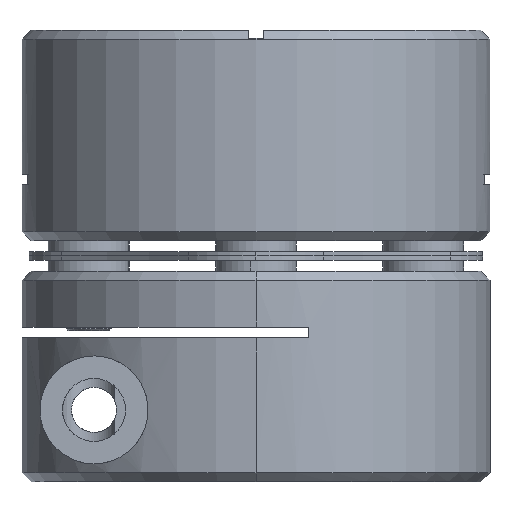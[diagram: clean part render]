
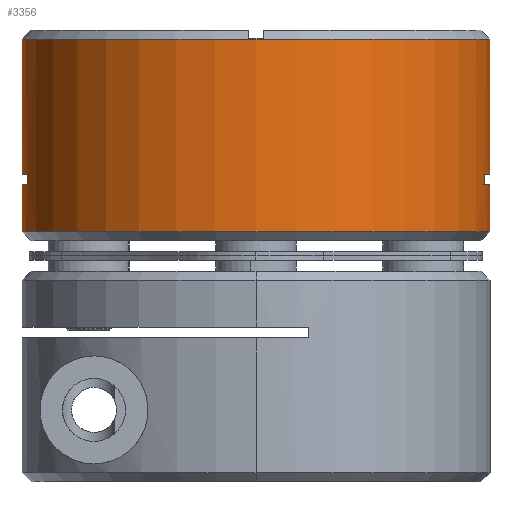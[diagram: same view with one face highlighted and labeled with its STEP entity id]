
A CAD part, front view. The second image highlights one B-rep face of the part: STEP entity #3356.
In plain terms, the highlighted cylindrical face has radius 13 mm (diameter 26 mm), a partial arc.
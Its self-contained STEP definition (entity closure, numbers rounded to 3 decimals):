
#80 = EDGE_CURVE ( 'NONE', #5698, #4698, #2926, .T. ) ;
#226 = ORIENTED_EDGE ( 'NONE', *, *, #8152, .T. ) ;
#559 = CARTESIAN_POINT ( 'NONE',  ( 0., 0., 11.7 ) ) ;
#833 = AXIS2_PLACEMENT_3D ( 'NONE', #4526, #6475, #7106 ) ;
#974 = CIRCLE ( 'NONE', #833, 13. ) ;
#1154 = CARTESIAN_POINT ( 'NONE',  ( 13., 0., 0.5 ) ) ;
#1303 = CARTESIAN_POINT ( 'NONE',  ( -13., 0., 11.2 ) ) ;
#1493 = VERTEX_POINT ( 'NONE', #5922 ) ;
#1657 = VERTEX_POINT ( 'NONE', #1702 ) ;
#1679 = CARTESIAN_POINT ( 'NONE',  ( 12.674, -2.891, 3.1 ) ) ;
#1702 = CARTESIAN_POINT ( 'NONE',  ( 13., 0., 3.7 ) ) ;
#1859 = AXIS2_PLACEMENT_3D ( 'NONE', #6808, #2328, #3686 ) ;
#1921 = AXIS2_PLACEMENT_3D ( 'NONE', #2220, #6020, #2875 ) ;
#1926 = ORIENTED_EDGE ( 'NONE', *, *, #4359, .F. ) ;
#1971 = DIRECTION ( 'NONE',  ( 0., 0., -1. ) ) ;
#2136 = CIRCLE ( 'NONE', #1921, 13. ) ;
#2177 = VERTEX_POINT ( 'NONE', #4122 ) ;
#2220 = CARTESIAN_POINT ( 'NONE',  ( 0., 0., 3.7 ) ) ;
#2328 = DIRECTION ( 'NONE',  ( 0., 0., 1. ) ) ;
#2340 = LINE ( 'NONE', #6575, #4137 ) ;
#2395 = VERTEX_POINT ( 'NONE', #5165 ) ;
#2477 = DIRECTION ( 'NONE',  ( 0., 0., -1. ) ) ;
#2652 = VERTEX_POINT ( 'NONE', #1679 ) ;
#2766 = AXIS2_PLACEMENT_3D ( 'NONE', #3280, #7714, #5207 ) ;
#2809 = CARTESIAN_POINT ( 'NONE',  ( -12.674, -2.891, 3.7 ) ) ;
#2828 = VECTOR ( 'NONE', #5816, 1000. ) ;
#2875 = DIRECTION ( 'NONE',  ( 1., 0., 0. ) ) ;
#2887 = EDGE_LOOP ( 'NONE', ( #3744, #4668, #226, #5725, #4483, #7415, #7418, #4289, #1926, #6878, #4447, #8195 ) ) ;
#2926 = CIRCLE ( 'NONE', #1859, 13. ) ;
#2960 = AXIS2_PLACEMENT_3D ( 'NONE', #5209, #1971, #5889 ) ;
#3021 = DIRECTION ( 'NONE',  ( 0., 0., 1. ) ) ;
#3048 = CYLINDRICAL_SURFACE ( 'NONE', #7461, 13. ) ;
#3178 = DIRECTION ( 'NONE',  ( 1., 0., 0. ) ) ;
#3280 = CARTESIAN_POINT ( 'NONE',  ( 0., 0., 3.7 ) ) ;
#3286 = DIRECTION ( 'NONE',  ( 0., 0., -1. ) ) ;
#3356 = ADVANCED_FACE ( 'NONE', ( #6043 ), #3048, .T. ) ;
#3465 = CARTESIAN_POINT ( 'NONE',  ( -12.674, -2.891, 3.1 ) ) ;
#3468 = CIRCLE ( 'NONE', #6484, 13. ) ;
#3499 = VERTEX_POINT ( 'NONE', #1303 ) ;
#3570 = DIRECTION ( 'NONE',  ( 0., 0., -1. ) ) ;
#3686 = DIRECTION ( 'NONE',  ( 1., 0., 0. ) ) ;
#3744 = ORIENTED_EDGE ( 'NONE', *, *, #5848, .F. ) ;
#3793 = EDGE_CURVE ( 'NONE', #2395, #3499, #5431, .T. ) ;
#3886 = VERTEX_POINT ( 'NONE', #7150 ) ;
#3907 = CARTESIAN_POINT ( 'NONE',  ( 0., 0., 3.1 ) ) ;
#3958 = VECTOR ( 'NONE', #3286, 1000. ) ;
#3981 = VECTOR ( 'NONE', #2477, 1000. ) ;
#3994 = EDGE_CURVE ( 'NONE', #2177, #1657, #2136, .T. ) ;
#4043 = EDGE_CURVE ( 'NONE', #5698, #1493, #2340, .T. ) ;
#4122 = CARTESIAN_POINT ( 'NONE',  ( 12.674, -2.891, 3.7 ) ) ;
#4137 = VECTOR ( 'NONE', #4771, 1000. ) ;
#4289 = ORIENTED_EDGE ( 'NONE', *, *, #5543, .T. ) ;
#4359 = EDGE_CURVE ( 'NONE', #6097, #6294, #5114, .T. ) ;
#4447 = ORIENTED_EDGE ( 'NONE', *, *, #7585, .T. ) ;
#4483 = ORIENTED_EDGE ( 'NONE', *, *, #6490, .T. ) ;
#4526 = CARTESIAN_POINT ( 'NONE',  ( 0., 0., 0.5 ) ) ;
#4668 = ORIENTED_EDGE ( 'NONE', *, *, #3793, .T. ) ;
#4698 = VERTEX_POINT ( 'NONE', #3465 ) ;
#4771 = DIRECTION ( 'NONE',  ( 0., 0., -1. ) ) ;
#4974 = LINE ( 'NONE', #5088, #3981 ) ;
#4977 = CARTESIAN_POINT ( 'NONE',  ( 13., 0., 11.7 ) ) ;
#4981 = LINE ( 'NONE', #7289, #6405 ) ;
#5088 = CARTESIAN_POINT ( 'NONE',  ( -12.674, -2.891, 3.4 ) ) ;
#5114 = LINE ( 'NONE', #4977, #2828 ) ;
#5165 = CARTESIAN_POINT ( 'NONE',  ( 13., 0., 11.2 ) ) ;
#5207 = DIRECTION ( 'NONE',  ( 1., 0., 0. ) ) ;
#5209 = CARTESIAN_POINT ( 'NONE',  ( 0., 0., 11.2 ) ) ;
#5218 = CARTESIAN_POINT ( 'NONE',  ( 13., 0., 3.1 ) ) ;
#5431 = CIRCLE ( 'NONE', #2960, 13. ) ;
#5543 = EDGE_CURVE ( 'NONE', #1493, #6294, #974, .T. ) ;
#5655 = LINE ( 'NONE', #7096, #3958 ) ;
#5698 = VERTEX_POINT ( 'NONE', #6534 ) ;
#5707 = DIRECTION ( 'NONE',  ( 0., 0., -1. ) ) ;
#5725 = ORIENTED_EDGE ( 'NONE', *, *, #6653, .T. ) ;
#5816 = DIRECTION ( 'NONE',  ( 0., 0., -1. ) ) ;
#5848 = EDGE_CURVE ( 'NONE', #2395, #1657, #4981, .T. ) ;
#5886 = CIRCLE ( 'NONE', #2766, 13. ) ;
#5889 = DIRECTION ( 'NONE',  ( 1., 0., 0. ) ) ;
#5922 = CARTESIAN_POINT ( 'NONE',  ( -13., 0., 0.5 ) ) ;
#6020 = DIRECTION ( 'NONE',  ( 0., 0., 1. ) ) ;
#6043 = FACE_OUTER_BOUND ( 'NONE', #2887, .T. ) ;
#6097 = VERTEX_POINT ( 'NONE', #5218 ) ;
#6195 = CARTESIAN_POINT ( 'NONE',  ( 12.674, -2.891, 3.4 ) ) ;
#6294 = VERTEX_POINT ( 'NONE', #1154 ) ;
#6405 = VECTOR ( 'NONE', #3570, 1000. ) ;
#6451 = DIRECTION ( 'NONE',  ( 0., 0., 1. ) ) ;
#6475 = DIRECTION ( 'NONE',  ( 0., 0., 1. ) ) ;
#6484 = AXIS2_PLACEMENT_3D ( 'NONE', #3907, #6451, #3178 ) ;
#6490 = EDGE_CURVE ( 'NONE', #6771, #4698, #4974, .T. ) ;
#6534 = CARTESIAN_POINT ( 'NONE',  ( -13., 0., 3.1 ) ) ;
#6575 = CARTESIAN_POINT ( 'NONE',  ( -13., 0., 11.7 ) ) ;
#6653 = EDGE_CURVE ( 'NONE', #3886, #6771, #5886, .T. ) ;
#6771 = VERTEX_POINT ( 'NONE', #2809 ) ;
#6808 = CARTESIAN_POINT ( 'NONE',  ( 0., 0., 3.1 ) ) ;
#6878 = ORIENTED_EDGE ( 'NONE', *, *, #7133, .F. ) ;
#7096 = CARTESIAN_POINT ( 'NONE',  ( -13., 0., 11.7 ) ) ;
#7106 = DIRECTION ( 'NONE',  ( 1., 0., 0. ) ) ;
#7133 = EDGE_CURVE ( 'NONE', #2652, #6097, #3468, .T. ) ;
#7150 = CARTESIAN_POINT ( 'NONE',  ( -13., 0., 3.7 ) ) ;
#7289 = CARTESIAN_POINT ( 'NONE',  ( 13., 0., 11.7 ) ) ;
#7415 = ORIENTED_EDGE ( 'NONE', *, *, #80, .F. ) ;
#7418 = ORIENTED_EDGE ( 'NONE', *, *, #4043, .T. ) ;
#7461 = AXIS2_PLACEMENT_3D ( 'NONE', #559, #5707, #7464 ) ;
#7464 = DIRECTION ( 'NONE',  ( -1., 0., 0. ) ) ;
#7585 = EDGE_CURVE ( 'NONE', #2652, #2177, #7823, .T. ) ;
#7714 = DIRECTION ( 'NONE',  ( 0., 0., 1. ) ) ;
#7823 = LINE ( 'NONE', #6195, #8123 ) ;
#8123 = VECTOR ( 'NONE', #3021, 1000. ) ;
#8152 = EDGE_CURVE ( 'NONE', #3499, #3886, #5655, .T. ) ;
#8195 = ORIENTED_EDGE ( 'NONE', *, *, #3994, .T. ) ;
